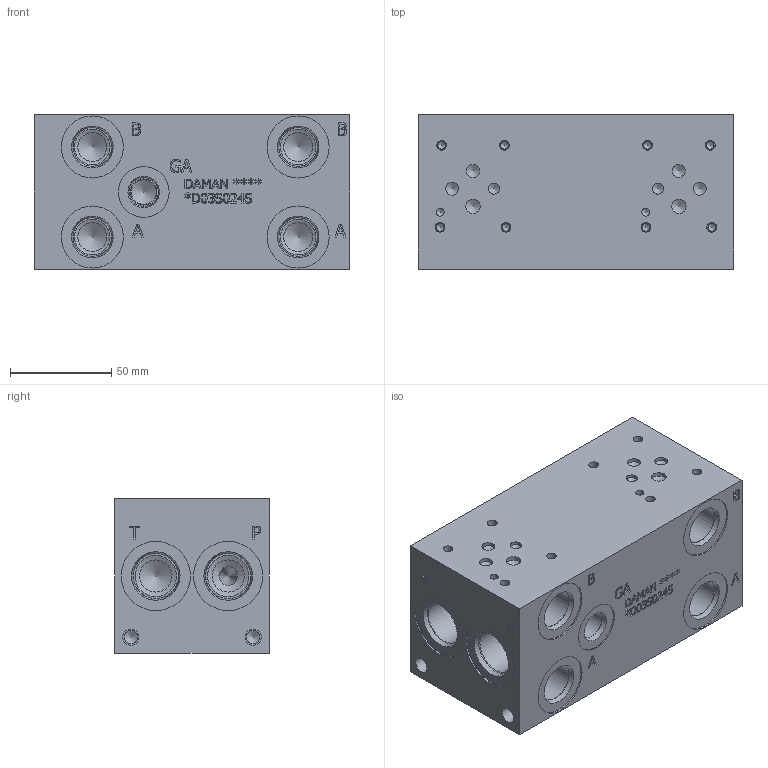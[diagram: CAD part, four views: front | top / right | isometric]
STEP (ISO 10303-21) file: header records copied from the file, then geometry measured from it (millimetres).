
FILE_DESCRIPTION(/* description */ (''),/* implementation_level */ '2;1');
FILE_NAME(/* name */ '_D03S024S.stp',/* time_stamp */ '2020-03-20T10:14:02-04:00',/* author */ ('alexanderw'),/* organization */ (''),/* preprocessor_version */ 'ST-DEVELOPER v17',/* originating_system */ 'Autodesk Inventor 2019',/* authorisation */ '');
FILE_SCHEMA (('AUTOMOTIVE_DESIGN { 1 0 10303 214 3 1 1 }'));
Length unit declared in the file: millimetre
Products named in the file (1): Part_AD03S024S_3D
Bounding box: 155.57 x 76.2 x 76.2 mm (x, y, z)
Volume: 827015.5 mm3; surface area: 77389.3 mm2
Topology: 1 solids, 1 shells, 658 faces, 1790 edges, 1208 vertices
Faces by surface type: plane 355, bspline 160, cylinder 82, cone 61
Full cylindrical faces by diameter (mm): 3.785 x8, 3.962 x2, 4.826 x8, 5.563 x2, 6.35 x4, 6.528 x4, 7.137 x2, 7.925 x4, 12.294 x1, 12.9 x1, 14.275 x5, 14.529 x1, 15.875 x4, 17.501 x4, 19.05 x4, 19.253 x4, 20.447 x4, 22.225 x3, 22.23 x1, 22.555 x4, 23.901 x3, 25.019 x1, 30.632 x4, 34.138 x4
Entity records: 21973 total; most frequent: CARTESIAN_POINT 5706, ORIENTED_EDGE 3518, DIRECTION 2736, EDGE_CURVE 1759, VERTEX_POINT 1208, LINE 1140, VECTOR 1140, AXIS2_PLACEMENT_3D 798
